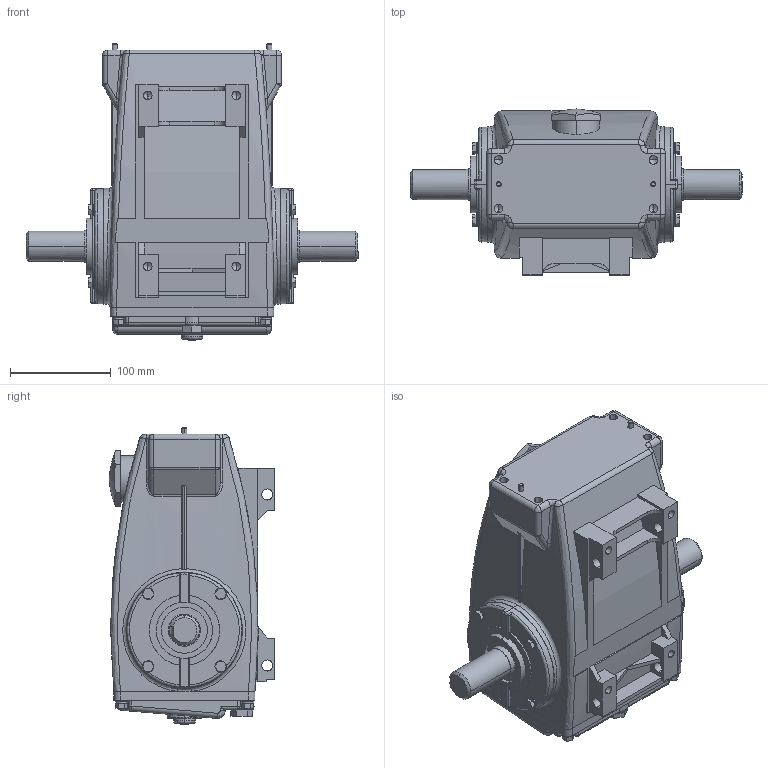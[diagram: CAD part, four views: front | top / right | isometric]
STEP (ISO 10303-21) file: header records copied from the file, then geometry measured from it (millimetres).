
FILE_DESCRIPTION (( 'STEP AP203' ), '1' );
FILE_NAME ('Housing_Default_sldprt.STEP', '2018-04-27T07:09:26', ( '' ), ( '' ), 'SwSTEP 2.0', 'SolidWorks 2017', '' );
FILE_SCHEMA (( 'CONFIG_CONTROL_DESIGN' ));
Length unit declared in the file: inch
Products named in the file (1): Housing_Default_sldprt
Bounding box: 329.95 x 164.93 x 294.69 mm (x, y, z)
Volume: 6362152.4 mm3; surface area: 262236.7 mm2
Topology: 1 solids, 1 shells, 724 faces, 1770 edges, 1050 vertices
Faces by surface type: plane 396, cylinder 208, bspline 94, cone 26
Entity records: 34987 total; most frequent: CARTESIAN_POINT 19555, ORIENTED_EDGE 3460, DIRECTION 2711, EDGE_CURVE 1730, VERTEX_POINT 1050, AXIS2_PLACEMENT_3D 905, LINE 901, VECTOR 901
